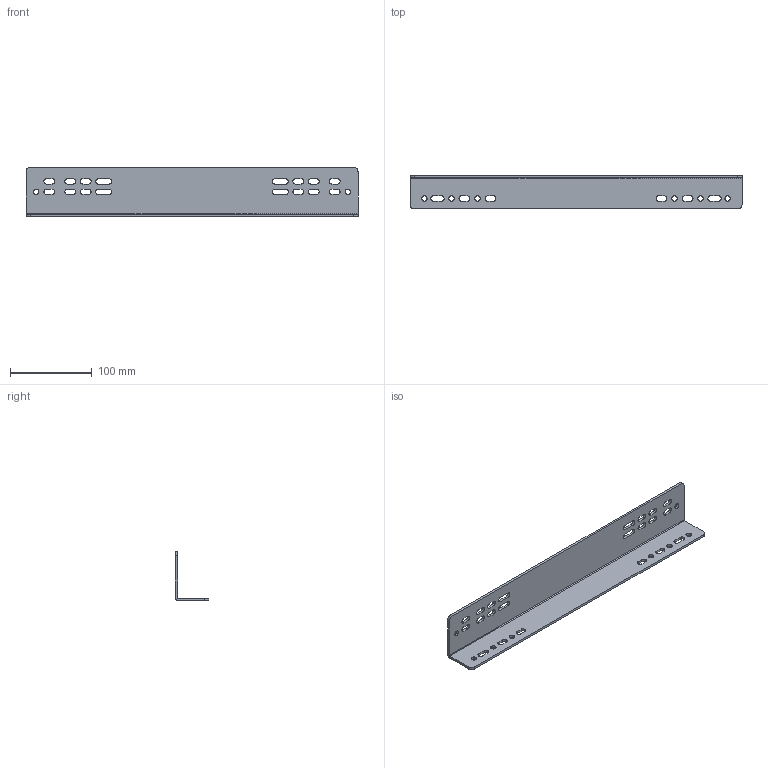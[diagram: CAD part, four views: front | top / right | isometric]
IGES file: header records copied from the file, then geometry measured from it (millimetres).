
Start section: SolidWorks IGES file using analytic representation for surfaces
Global section: file name: DETEC-004-002-00 Montagewinkel 406.IGS; native system: SolidWorks 2021; preprocessor: SolidWorks 2021; author: mFritsch; date: 230131.122642; units: millimetre
Bounding box: 406 x 41.3 x 60.3 mm (x, y, z)
Surface area: 80687 mm2 (no closed solid volume)
Topology: 0 solids, 0 shells, 118 faces, 2580 edges, 2580 vertices
Faces by surface type: revolution 66, bspline 52
